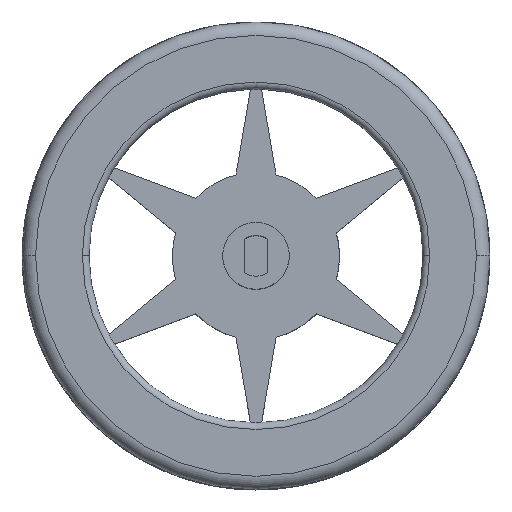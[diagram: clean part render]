
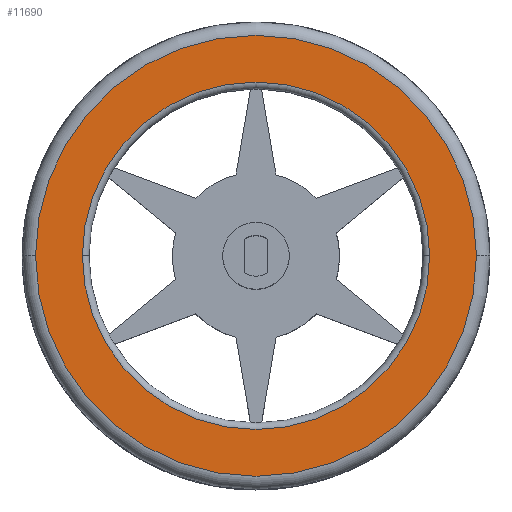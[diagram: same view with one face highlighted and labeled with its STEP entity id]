
A CAD part, top view. The second image highlights one B-rep face of the part: STEP entity #11690.
In plain terms, the highlighted planar face has unit normal (0, 0, 1).
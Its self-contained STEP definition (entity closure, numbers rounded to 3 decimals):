
#122 = CARTESIAN_POINT ( 'NONE',  ( -26., 0., 0. ) ) ;
#261 = CARTESIAN_POINT ( 'NONE',  ( 0., 0., 0. ) ) ;
#489 = ORIENTED_EDGE ( 'NONE', *, *, #17131, .T. ) ;
#1002 = CARTESIAN_POINT ( 'NONE',  ( 0., 0., 0. ) ) ;
#2161 = ORIENTED_EDGE ( 'NONE', *, *, #19717, .T. ) ;
#2167 = VERTEX_POINT ( 'NONE', #122 ) ;
#6329 = EDGE_CURVE ( 'NONE', #22594, #2167, #17183, .T. ) ;
#6655 = CARTESIAN_POINT ( 'NONE',  ( 26., 0., 0. ) ) ;
#7204 = FACE_OUTER_BOUND ( 'NONE', #17597, .T. ) ;
#7877 = CARTESIAN_POINT ( 'NONE',  ( -33., 0., 0. ) ) ;
#9484 = DIRECTION ( 'NONE',  ( 0., 0., 1. ) ) ;
#10638 = VERTEX_POINT ( 'NONE', #7877 ) ;
#11690 = ADVANCED_FACE ( 'NONE', ( #34564, #7204 ), #13632, .F. ) ;
#13369 = DIRECTION ( 'NONE',  ( 0., 0., -1. ) ) ;
#13632 = PLANE ( 'NONE',  #33654 ) ;
#15706 = AXIS2_PLACEMENT_3D ( 'NONE', #27638, #13369, #31549 ) ;
#17041 = CARTESIAN_POINT ( 'NONE',  ( 0., 0., 0. ) ) ;
#17131 = EDGE_CURVE ( 'NONE', #33477, #10638, #19046, .T. ) ;
#17183 = CIRCLE ( 'NONE', #15706, 26. ) ;
#17597 = EDGE_LOOP ( 'NONE', ( #489, #2161 ) ) ;
#19046 = CIRCLE ( 'NONE', #29326, 33. ) ;
#19717 = EDGE_CURVE ( 'NONE', #10638, #33477, #32000, .T. ) ;
#20749 = DIRECTION ( 'NONE',  ( -1., 0., 0. ) ) ;
#22594 = VERTEX_POINT ( 'NONE', #6655 ) ;
#24429 = CARTESIAN_POINT ( 'NONE',  ( 0., 0., 0. ) ) ;
#24643 = DIRECTION ( 'NONE',  ( 1., 0., 0. ) ) ;
#26841 = AXIS2_PLACEMENT_3D ( 'NONE', #261, #38892, #24643 ) ;
#27423 = DIRECTION ( 'NONE',  ( 0., 0., -1. ) ) ;
#27473 = ORIENTED_EDGE ( 'NONE', *, *, #6329, .T. ) ;
#27638 = CARTESIAN_POINT ( 'NONE',  ( 0., 0., 0. ) ) ;
#28089 = AXIS2_PLACEMENT_3D ( 'NONE', #1002, #32757, #42875 ) ;
#29326 = AXIS2_PLACEMENT_3D ( 'NONE', #17041, #9484, #30861 ) ;
#30861 = DIRECTION ( 'NONE',  ( 1., 0., 0. ) ) ;
#31549 = DIRECTION ( 'NONE',  ( -1., 0., 0. ) ) ;
#32000 = CIRCLE ( 'NONE', #26841, 33. ) ;
#32757 = DIRECTION ( 'NONE',  ( 0., 0., -1. ) ) ;
#33477 = VERTEX_POINT ( 'NONE', #42929 ) ;
#33654 = AXIS2_PLACEMENT_3D ( 'NONE', #24429, #27423, #20749 ) ;
#34564 = FACE_BOUND ( 'NONE', #36141, .T. ) ;
#35060 = EDGE_CURVE ( 'NONE', #2167, #22594, #36920, .T. ) ;
#36141 = EDGE_LOOP ( 'NONE', ( #36818, #27473 ) ) ;
#36818 = ORIENTED_EDGE ( 'NONE', *, *, #35060, .T. ) ;
#36920 = CIRCLE ( 'NONE', #28089, 26. ) ;
#38892 = DIRECTION ( 'NONE',  ( 0., 0., 1. ) ) ;
#42875 = DIRECTION ( 'NONE',  ( -1., 0., 0. ) ) ;
#42929 = CARTESIAN_POINT ( 'NONE',  ( 33., 0., 0. ) ) ;
